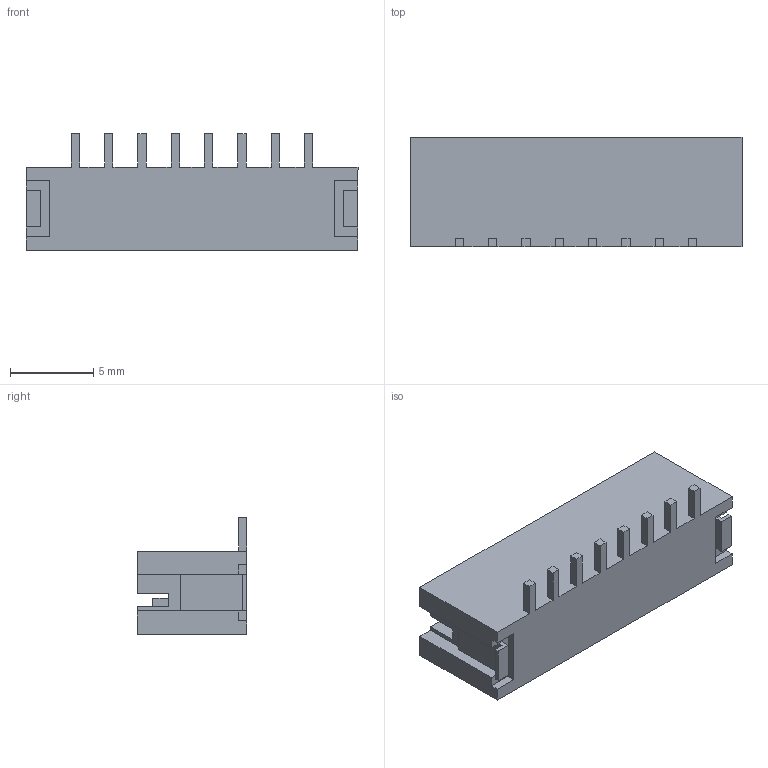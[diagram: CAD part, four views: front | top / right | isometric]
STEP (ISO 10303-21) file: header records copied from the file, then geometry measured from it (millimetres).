
FILE_DESCRIPTION (( 'STEP AP214' ), '1' );
FILE_NAME ('B8B-PH-SM4.STEP', '2010-06-14T04:37:35', ( ' ' ), ( ' ' ), 'SwSTEP 2.0', 'SolidWorks 2005235', '' );
FILE_SCHEMA (( 'AUTOMOTIVE_DESIGN' ));
Length unit declared in the file: millimetre
Products named in the file (1): B8B-PH-SM4
Bounding box: 19.95 x 6.6 x 7 mm (x, y, z)
Volume: 335.4 mm3; surface area: 735.7 mm2
Topology: 1 solids, 1 shells, 130 faces, 354 edges, 234 vertices
Faces by surface type: plane 130
Entity records: 5463 total; most frequent: CARTESIAN_POINT 719, ORIENTED_EDGE 708, DIRECTION 616, EDGE_CURVE 354, LINE 354, VECTOR 354, VERTEX_POINT 234, EDGE_LOOP 138
